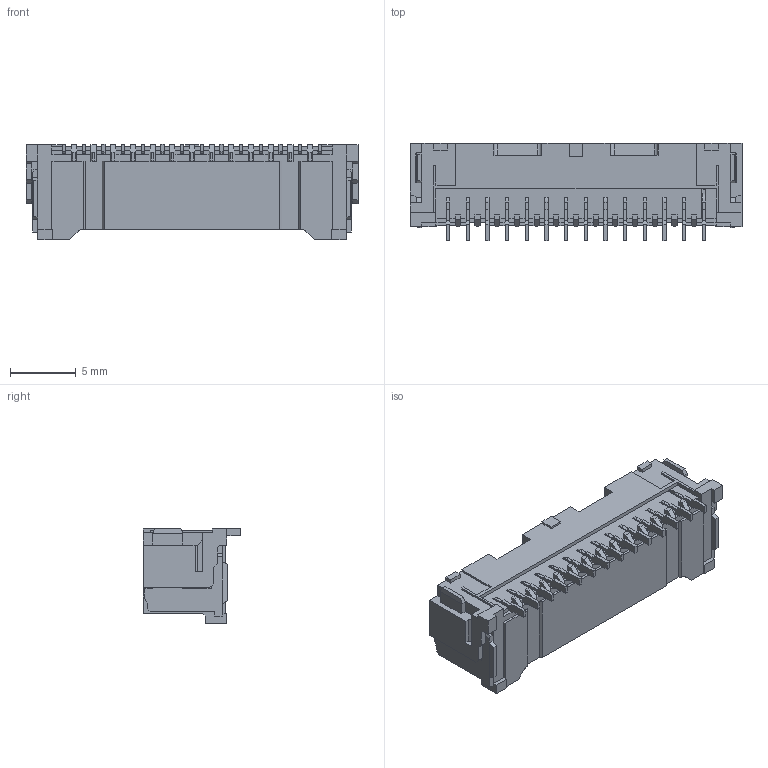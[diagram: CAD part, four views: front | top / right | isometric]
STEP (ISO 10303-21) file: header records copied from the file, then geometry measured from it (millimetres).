
FILE_DESCRIPTION((''),'2;1');
FILE_NAME('5025841470','2019-07-04T',('gga'),(''),'PRO/ENGINEER BY PARAMETRIC TECHNOLOGY CORPORATION, 2016010','PRO/ENGINEER BY PARAMETRIC TECHNOLOGY CORPORATION, 2016010','');
FILE_SCHEMA(('CONFIG_CONTROL_DESIGN'));
Length unit declared in the file: millimetre
Products named in the file (1): 5025841470
Bounding box: 25.3 x 7.4 x 7.3 mm (x, y, z)
Volume: 515.4 mm3; surface area: 1291 mm2
Topology: 1 solids, 1 shells, 901 faces, 2710 edges, 1796 vertices
Faces by surface type: plane 805, cylinder 96
Entity records: 29861 total; most frequent: CARTESIAN_POINT 5406, ORIENTED_EDGE 5292, DIRECTION 4678, EDGE_CURVE 2646, VECTOR 2514, LINE 2514, VERTEX_POINT 1732, AXIS2_PLACEMENT_3D 1082
